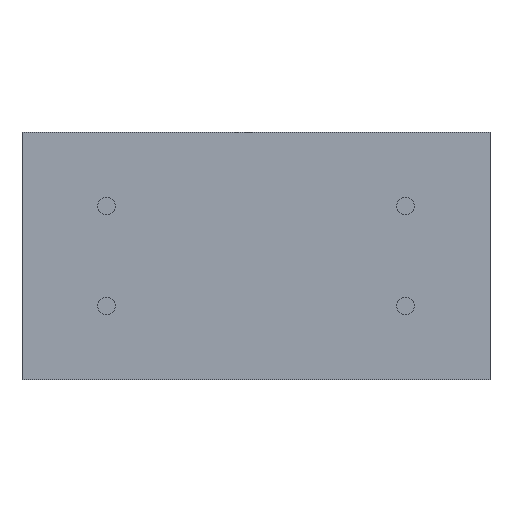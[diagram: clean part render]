
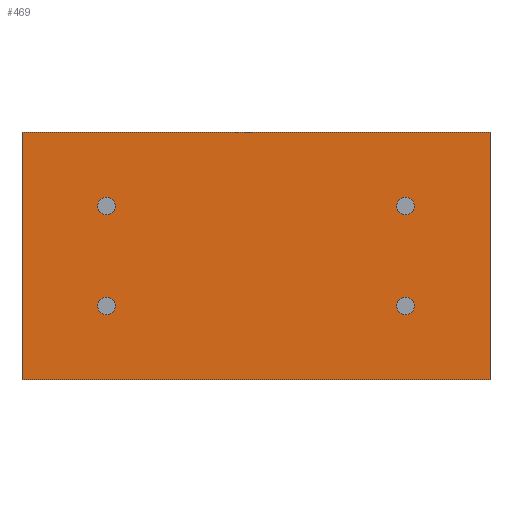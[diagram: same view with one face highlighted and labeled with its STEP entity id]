
A CAD part, front view. The second image highlights one B-rep face of the part: STEP entity #469.
In plain terms, the highlighted planar face has unit normal (0, -1, 0).
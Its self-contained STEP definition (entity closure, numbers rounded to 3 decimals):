
#19=FACE_BOUND('',#75,.T.);
#20=FACE_BOUND('',#76,.T.);
#21=FACE_BOUND('',#77,.T.);
#22=FACE_BOUND('',#78,.T.);
#23=CIRCLE('',#511,0.225);
#24=CIRCLE('',#512,0.225);
#25=CIRCLE('',#513,0.225);
#26=CIRCLE('',#514,0.225);
#47=FACE_OUTER_BOUND('',#74,.T.);
#74=EDGE_LOOP('',(#394,#395,#396,#397));
#75=EDGE_LOOP('',(#398));
#76=EDGE_LOOP('',(#399));
#77=EDGE_LOOP('',(#400));
#78=EDGE_LOOP('',(#401));
#101=LINE('',#684,#156);
#136=LINE('',#752,#191);
#138=LINE('',#756,#193);
#139=LINE('',#758,#194);
#156=VECTOR('',#549,11.9);
#191=VECTOR('',#606,11.9);
#193=VECTOR('',#612,6.3);
#194=VECTOR('',#615,6.3);
#209=VERTEX_POINT('',#681);
#210=VERTEX_POINT('',#683);
#231=VERTEX_POINT('',#749);
#232=VERTEX_POINT('',#751);
#233=VERTEX_POINT('',#759);
#234=VERTEX_POINT('',#761);
#235=VERTEX_POINT('',#763);
#236=VERTEX_POINT('',#765);
#253=EDGE_CURVE('',#210,#209,#101,.T.);
#288=EDGE_CURVE('',#231,#232,#136,.T.);
#290=EDGE_CURVE('',#209,#232,#138,.T.);
#291=EDGE_CURVE('',#210,#231,#139,.T.);
#292=EDGE_CURVE('',#233,#233,#23,.T.);
#293=EDGE_CURVE('',#234,#234,#24,.T.);
#294=EDGE_CURVE('',#235,#235,#25,.T.);
#295=EDGE_CURVE('',#236,#236,#26,.T.);
#394=ORIENTED_EDGE('',*,*,#253,.T.);
#395=ORIENTED_EDGE('',*,*,#290,.T.);
#396=ORIENTED_EDGE('',*,*,#288,.F.);
#397=ORIENTED_EDGE('',*,*,#291,.F.);
#398=ORIENTED_EDGE('',*,*,#292,.T.);
#399=ORIENTED_EDGE('',*,*,#293,.T.);
#400=ORIENTED_EDGE('',*,*,#294,.T.);
#401=ORIENTED_EDGE('',*,*,#295,.T.);
#446=PLANE('',#510);
#469=ADVANCED_FACE('',(#47,#19,#20,#21,#22),#446,.T.);
#510=AXIS2_PLACEMENT_3D('',#757,#613,#614);
#511=AXIS2_PLACEMENT_3D('',#760,#616,#617);
#512=AXIS2_PLACEMENT_3D('',#762,#618,#619);
#513=AXIS2_PLACEMENT_3D('',#764,#620,#621);
#514=AXIS2_PLACEMENT_3D('',#766,#622,#623);
#549=DIRECTION('',(1.,0.,0.));
#606=DIRECTION('',(1.,0.,0.));
#612=DIRECTION('',(0.,0.,1.));
#613=DIRECTION('center_axis',(0.,-1.,0.));
#614=DIRECTION('ref_axis',(1.,0.,0.));
#615=DIRECTION('',(0.,0.,1.));
#616=DIRECTION('center_axis',(0.,1.,0.));
#617=DIRECTION('ref_axis',(1.,0.,0.));
#618=DIRECTION('center_axis',(0.,1.,0.));
#619=DIRECTION('ref_axis',(1.,0.,0.));
#620=DIRECTION('center_axis',(0.,1.,0.));
#621=DIRECTION('ref_axis',(1.,0.,0.));
#622=DIRECTION('center_axis',(0.,1.,0.));
#623=DIRECTION('ref_axis',(1.,0.,0.));
#681=CARTESIAN_POINT('',(5.95,0.,-3.15));
#683=CARTESIAN_POINT('',(-5.95,0.,-3.15));
#684=CARTESIAN_POINT('',(-5.95,0.,-3.15));
#749=CARTESIAN_POINT('',(-5.95,0.,3.15));
#751=CARTESIAN_POINT('',(5.95,0.,3.15));
#752=CARTESIAN_POINT('',(-5.95,0.,3.15));
#756=CARTESIAN_POINT('',(5.95,0.,-3.15));
#757=CARTESIAN_POINT('Origin',(-5.95,0.,-3.15));
#758=CARTESIAN_POINT('',(-5.95,0.,-3.15));
#759=CARTESIAN_POINT('',(-4.025,0.,-1.27));
#760=CARTESIAN_POINT('Origin',(-3.8,0.,-1.27));
#761=CARTESIAN_POINT('',(-4.025,0.,1.27));
#762=CARTESIAN_POINT('Origin',(-3.8,0.,1.27));
#763=CARTESIAN_POINT('',(3.575,0.,-1.27));
#764=CARTESIAN_POINT('Origin',(3.8,0.,-1.27));
#765=CARTESIAN_POINT('',(3.575,0.,1.27));
#766=CARTESIAN_POINT('Origin',(3.8,0.,1.27));
